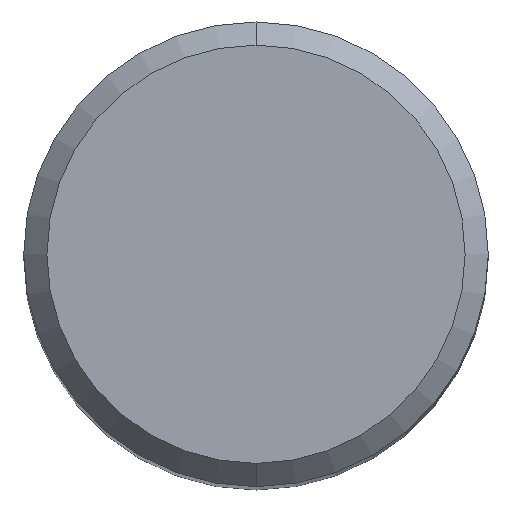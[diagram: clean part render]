
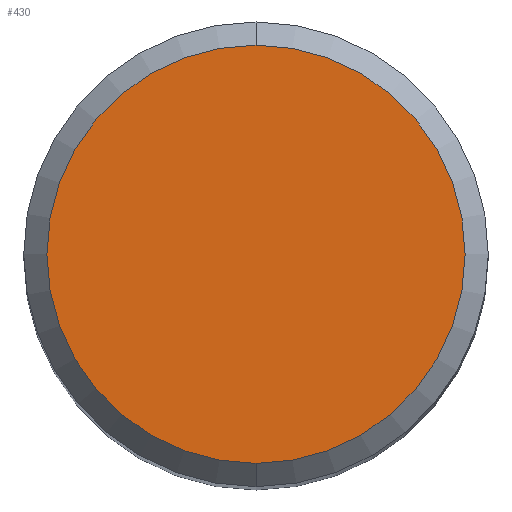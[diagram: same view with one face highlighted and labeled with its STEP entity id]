
A CAD part, top view. The second image highlights one B-rep face of the part: STEP entity #430.
In plain terms, the highlighted planar face has unit normal (0, 0, 1).
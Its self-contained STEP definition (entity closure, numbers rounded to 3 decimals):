
#430=ADVANCED_FACE('',(#1006),#1007,.T.);
#772=EDGE_CURVE('',#818,#840,#1380,.T.);
#818=VERTEX_POINT('',#1431);
#836=EDGE_CURVE('',#840,#818,#1450,.T.);
#840=VERTEX_POINT('',#1455);
#1006=FACE_OUTER_BOUND('',#2611,.T.);
#1007=PLANE('',#2612);
#1380=CIRCLE('',#6178,7.2);
#1431=CARTESIAN_POINT('',(0.0,7.2,0.0));
#1450=CIRCLE('',#6433,7.2);
#1455=CARTESIAN_POINT('',(0.,-7.2,0.0));
#2611=EDGE_LOOP('',(#6625,#6626));
#2612=AXIS2_PLACEMENT_3D('',#6627,#6628,#6629);
#6178=AXIS2_PLACEMENT_3D('',#7012,#7013,#7014);
#6433=AXIS2_PLACEMENT_3D('',#7087,#7088,#7089);
#6625=ORIENTED_EDGE('',*,*,#772,.F.);
#6626=ORIENTED_EDGE('',*,*,#836,.F.);
#6627=CARTESIAN_POINT('',(0.0,3.6,0.0));
#6628=DIRECTION('',(-0.0,0.0,1.0));
#6629=DIRECTION('',(0.0,-1.0,0.0));
#7012=CARTESIAN_POINT('',(0.0,0.0,0.0));
#7013=DIRECTION('',(0.0,0.0,-1.0));
#7014=DIRECTION('',(0.0,1.0,0.0));
#7087=CARTESIAN_POINT('',(0.0,0.0,0.0));
#7088=DIRECTION('',(0.0,0.0,-1.0));
#7089=DIRECTION('',(0.0,1.0,0.0));
